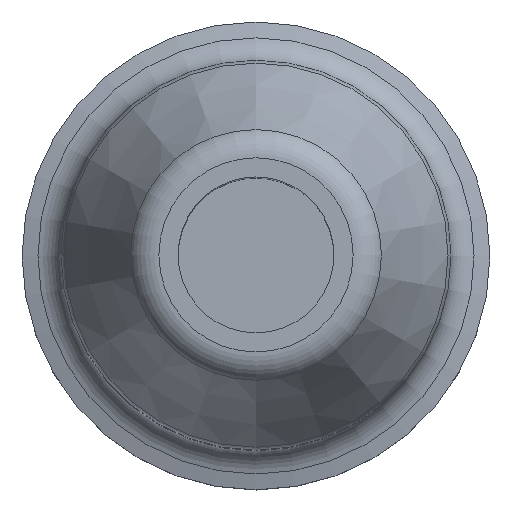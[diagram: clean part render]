
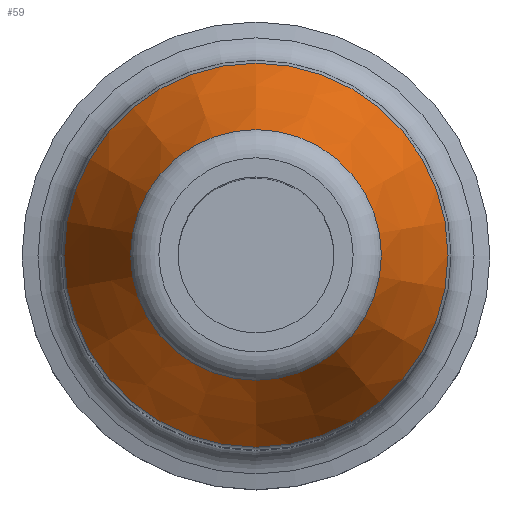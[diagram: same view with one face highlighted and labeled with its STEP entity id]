
A CAD part, top view. The second image highlights one B-rep face of the part: STEP entity #59.
In plain terms, the highlighted conical face has half-angle 25 degrees and reference radius 7.5 mm.
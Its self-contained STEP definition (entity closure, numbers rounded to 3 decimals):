
#59=ADVANCED_FACE('',(#80,#81),#77,.T.);
#77=CONICAL_SURFACE('',#234,7.5,25.);
#80=FACE_BOUND('',#112,.T.);
#81=FACE_BOUND('',#113,.T.);
#112=EDGE_LOOP('',(#146));
#113=EDGE_LOOP('',(#147));
#146=ORIENTED_EDGE('',*,*,#197,.T.);
#147=ORIENTED_EDGE('',*,*,#198,.T.);
#180=VERTEX_POINT('',#341);
#181=VERTEX_POINT('',#343);
#197=EDGE_CURVE('',#180,#180,#214,.T.);
#198=EDGE_CURVE('',#181,#181,#215,.T.);
#214=CIRCLE('',#232,12.313);
#215=CIRCLE('',#233,8.038);
#232=AXIS2_PLACEMENT_3D('',#340,#269,#270);
#233=AXIS2_PLACEMENT_3D('',#342,#271,#272);
#234=AXIS2_PLACEMENT_3D('',#344,#273,#274);
#269=DIRECTION('',(0.,0.,1.));
#270=DIRECTION('',(0.,-1.,0.));
#271=DIRECTION('',(0.,0.,-1.));
#272=DIRECTION('',(0.,1.,0.));
#273=DIRECTION('',(0.,0.,-1.));
#274=DIRECTION('',(0.,1.,0.));
#340=CARTESIAN_POINT('',(0.,0.,32.679));
#341=CARTESIAN_POINT('',(0.,-12.313,32.679));
#342=CARTESIAN_POINT('',(0.,0.,41.845));
#343=CARTESIAN_POINT('',(0.,8.038,41.845));
#344=CARTESIAN_POINT('',(0.,0.,43.));
